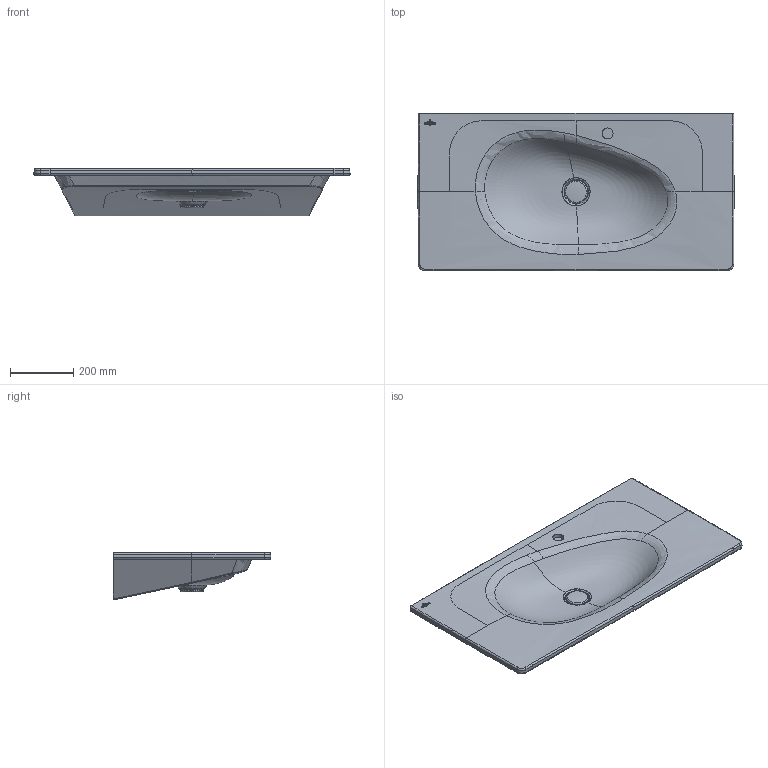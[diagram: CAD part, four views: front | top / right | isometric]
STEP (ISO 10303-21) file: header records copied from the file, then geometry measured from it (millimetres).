
FILE_DESCRIPTION(/* description */ (''),/* implementation_level */ '2;1');
FILE_NAME(/* name */ 'E00032529_001_2-01_MASM_W4A76A2_Antao_SWT_100_RP.stp',/* time_stamp */ '2023-07-18T10:18:05+02:00',/* author */ (''),/* organization */ (''),/* preprocessor_version */ 'ST-DEVELOPER v18.1',/* originating_system */ 'SIEMENS PLM Software NX 1973',/* authorisation */ '');
FILE_SCHEMA (('AUTOMOTIVE_DESIGN { 1 0 10303 214 3 1 1 1 }'));
Products named in the file (1): colo0EF80D04zegk
Bounding box: 1003.11 x 501.3 x 152 mm (x, y, z)
Volume: 30065631.8 mm3; surface area: 1298980 mm2
Topology: 1 solids, 27 shells, 159 faces, 1542 edges, 1414 vertices
Faces by surface type: bspline 100, plane 32, cone 11, torus 8, revolution 7, cylinder 1
Full cylindrical faces by diameter (mm): 35 x1
Entity records: 43879 total; most frequent: CARTESIAN_POINT 33873, ORIENTED_EDGE 1828, EDGE_CURVE 1518, DIRECTION 1471, VERTEX_POINT 1411, LINE 1204, VECTOR 1204, B_SPLINE_CURVE_WITH_KNOTS 237
